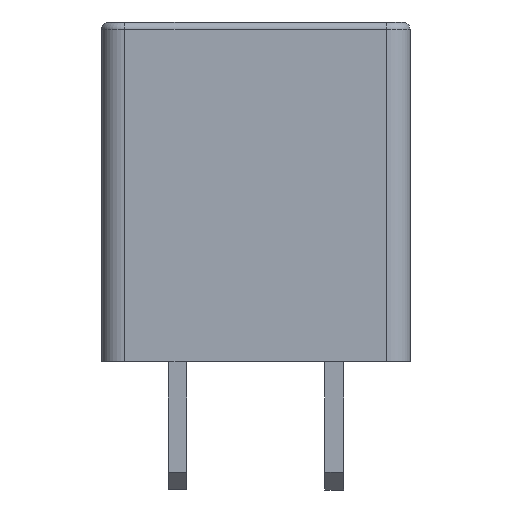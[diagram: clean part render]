
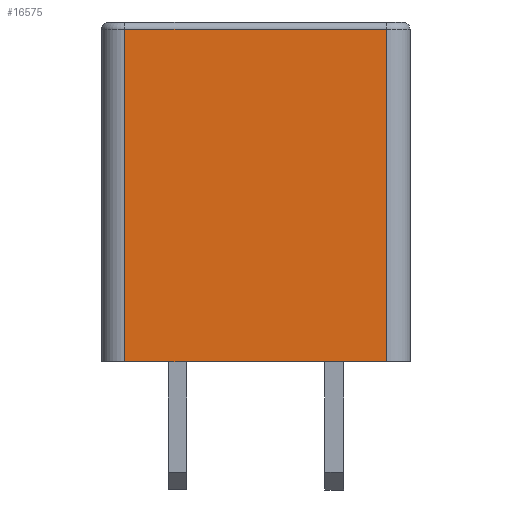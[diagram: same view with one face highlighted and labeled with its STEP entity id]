
A CAD part, left-side view. The second image highlights one B-rep face of the part: STEP entity #16575.
In plain terms, the highlighted planar face has unit normal (-1, 0, 0).
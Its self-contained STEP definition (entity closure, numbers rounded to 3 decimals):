
#1376 = DIRECTION ( 'NONE',  ( 0., 1., 0. ) ) ;
#1383 = CARTESIAN_POINT ( 'NONE',  ( -9.498, 2.69, 3.141 ) ) ;
#1698 = VECTOR ( 'NONE', #17955, 1000. ) ;
#2085 = CARTESIAN_POINT ( 'NONE',  ( -9.498, -2.995, 3.141 ) ) ;
#2591 = AXIS2_PLACEMENT_3D ( 'NONE', #19731, #21598, #6545 ) ;
#2641 = CARTESIAN_POINT ( 'NONE',  ( -9.498, -2.995, -4.225 ) ) ;
#3121 = PLANE ( 'NONE',  #2591 ) ;
#3282 = VERTEX_POINT ( 'NONE', #8267 ) ;
#3817 = EDGE_CURVE ( 'NONE', #3990, #10020, #15981, .T. ) ;
#3990 = VERTEX_POINT ( 'NONE', #15325 ) ;
#5013 = CARTESIAN_POINT ( 'NONE',  ( -9.498, 2.69, 2.989 ) ) ;
#5823 = VECTOR ( 'NONE', #1376, 1000. ) ;
#5898 = VERTEX_POINT ( 'NONE', #2641 ) ;
#6262 = ORIENTED_EDGE ( 'NONE', *, *, #11813, .F. ) ;
#6545 = DIRECTION ( 'NONE',  ( 0., 0., 1. ) ) ;
#6630 = CARTESIAN_POINT ( 'NONE',  ( -9.498, 2.705, -4.225 ) ) ;
#6864 = ORIENTED_EDGE ( 'NONE', *, *, #10247, .T. ) ;
#7292 = EDGE_CURVE ( 'NONE', #3282, #5898, #14999, .T. ) ;
#7372 = LINE ( 'NONE', #2085, #18272 ) ;
#8267 = CARTESIAN_POINT ( 'NONE',  ( -9.498, 2.69, -4.225 ) ) ;
#9454 = ORIENTED_EDGE ( 'NONE', *, *, #3817, .T. ) ;
#10020 = VERTEX_POINT ( 'NONE', #5013 ) ;
#10247 = EDGE_CURVE ( 'NONE', #10020, #3282, #16519, .T. ) ;
#11813 = EDGE_CURVE ( 'NONE', #3990, #5898, #7372, .T. ) ;
#12147 = EDGE_LOOP ( 'NONE', ( #6262, #9454, #6864, #12451 ) ) ;
#12430 = DIRECTION ( 'NONE',  ( 0., 0., -1. ) ) ;
#12451 = ORIENTED_EDGE ( 'NONE', *, *, #7292, .T. ) ;
#14301 = VECTOR ( 'NONE', #20025, 1000. ) ;
#14999 = LINE ( 'NONE', #6630, #14301 ) ;
#15325 = CARTESIAN_POINT ( 'NONE',  ( -9.498, -2.995, 2.989 ) ) ;
#15981 = LINE ( 'NONE', #16415, #5823 ) ;
#16415 = CARTESIAN_POINT ( 'NONE',  ( -9.498, 2.705, 2.989 ) ) ;
#16519 = LINE ( 'NONE', #1383, #1698 ) ;
#16575 = ADVANCED_FACE ( 'NONE', ( #21367 ), #3121, .F. ) ;
#17955 = DIRECTION ( 'NONE',  ( 0., 0., -1. ) ) ;
#18272 = VECTOR ( 'NONE', #12430, 1000. ) ;
#19731 = CARTESIAN_POINT ( 'NONE',  ( -9.498, 2.705, 3.141 ) ) ;
#20025 = DIRECTION ( 'NONE',  ( 0., -1., 0. ) ) ;
#21367 = FACE_OUTER_BOUND ( 'NONE', #12147, .T. ) ;
#21598 = DIRECTION ( 'NONE',  ( 1., 0., 0. ) ) ;
